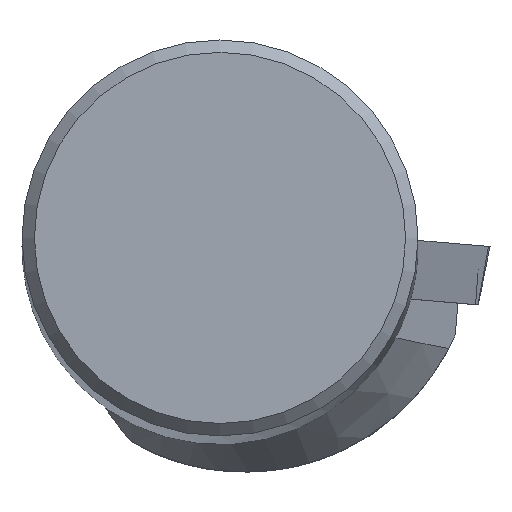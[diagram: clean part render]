
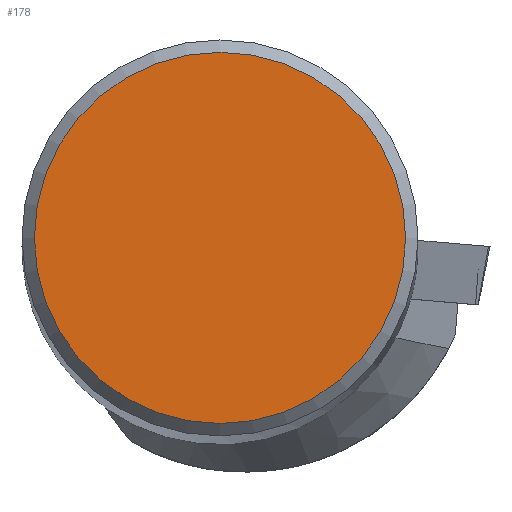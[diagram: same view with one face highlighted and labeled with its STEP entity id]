
A CAD part, top view. The second image highlights one B-rep face of the part: STEP entity #178.
In plain terms, the highlighted planar face has unit normal (0, 0, 1).
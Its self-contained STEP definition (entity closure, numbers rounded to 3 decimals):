
#141=FACE_OUTER_BOUND('',#350,.T.);
#178=ADVANCED_FACE('',(#141),#204,.T.);
#204=PLANE('',#870);
#350=EDGE_LOOP('',(#484));
#484=ORIENTED_EDGE('',*,*,#688,.F.);
#608=VERTEX_POINT('',#1431);
#688=EDGE_CURVE('',#608,#608,#729,.T.);
#729=CIRCLE('',#868,7.493);
#868=AXIS2_PLACEMENT_3D('',#1430,#1044,#1045);
#870=AXIS2_PLACEMENT_3D('',#1433,#1048,#1049);
#1044=DIRECTION('',(0.,0.,-1.));
#1045=DIRECTION('',(-1.,0.,0.));
#1048=DIRECTION('',(0.,0.,1.));
#1049=DIRECTION('',(-1.,0.,0.));
#1430=CARTESIAN_POINT('',(0.,0.,0.));
#1431=CARTESIAN_POINT('',(-7.493,0.,0.));
#1433=CARTESIAN_POINT('',(0.,0.,0.));
